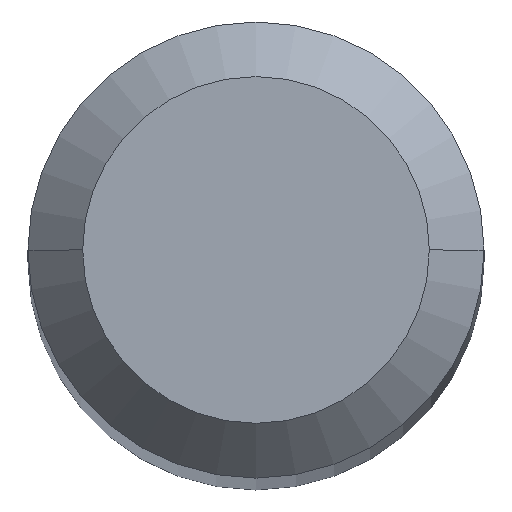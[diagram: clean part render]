
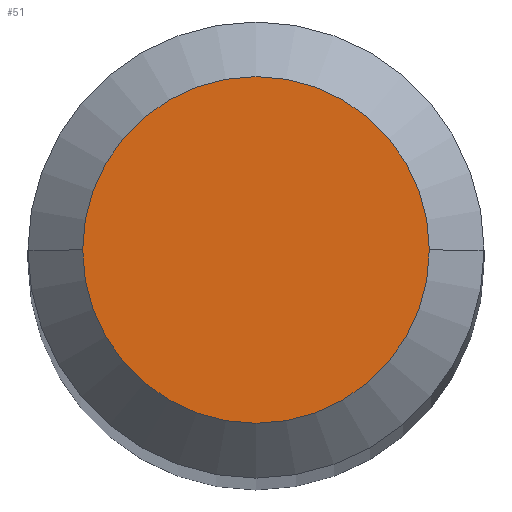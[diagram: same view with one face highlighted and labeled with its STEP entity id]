
A CAD part, top view. The second image highlights one B-rep face of the part: STEP entity #51.
In plain terms, the highlighted planar face has unit normal (0, 0, 1).
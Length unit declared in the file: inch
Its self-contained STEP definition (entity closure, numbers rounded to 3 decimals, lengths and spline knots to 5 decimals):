
#13 = ORIENTED_EDGE ( 'NONE', *, *, #247, .T. ) ;
#23 = DIRECTION ( 'NONE',  ( 0., 0., -1. ) ) ;
#25 = CARTESIAN_POINT ( 'NONE',  ( -0.0475, 0., 0. ) ) ;
#32 = DIRECTION ( 'NONE',  ( 0., 0., 1. ) ) ;
#41 = VERTEX_POINT ( 'NONE', #383 ) ;
#51 = ADVANCED_FACE ( 'NONE', ( #171 ), #318, .F. ) ;
#66 = DIRECTION ( 'NONE',  ( 0., 0., 1. ) ) ;
#83 = ORIENTED_EDGE ( 'NONE', *, *, #229, .T. ) ;
#106 = AXIS2_PLACEMENT_3D ( 'NONE', #327, #66, #334 ) ;
#117 = VERTEX_POINT ( 'NONE', #25 ) ;
#145 = EDGE_LOOP ( 'NONE', ( #13, #83 ) ) ;
#164 = CARTESIAN_POINT ( 'NONE',  ( 0., 0.0475, 0. ) ) ;
#171 = FACE_OUTER_BOUND ( 'NONE', #145, .T. ) ;
#210 = AXIS2_PLACEMENT_3D ( 'NONE', #360, #32, #289 ) ;
#229 = EDGE_CURVE ( 'NONE', #41, #117, #466, .T. ) ;
#234 = AXIS2_PLACEMENT_3D ( 'NONE', #164, #23, #312 ) ;
#247 = EDGE_CURVE ( 'NONE', #117, #41, #275, .T. ) ;
#275 = CIRCLE ( 'NONE', #106, 0.0475 ) ;
#289 = DIRECTION ( 'NONE',  ( 1., 0., 0. ) ) ;
#312 = DIRECTION ( 'NONE',  ( -1., 0., 0. ) ) ;
#318 = PLANE ( 'NONE',  #234 ) ;
#327 = CARTESIAN_POINT ( 'NONE',  ( 0., 0., 0. ) ) ;
#334 = DIRECTION ( 'NONE',  ( 1., 0., 0. ) ) ;
#360 = CARTESIAN_POINT ( 'NONE',  ( 0., 0., 0. ) ) ;
#383 = CARTESIAN_POINT ( 'NONE',  ( 0.0475, 0., 0. ) ) ;
#466 = CIRCLE ( 'NONE', #210, 0.0475 ) ;
